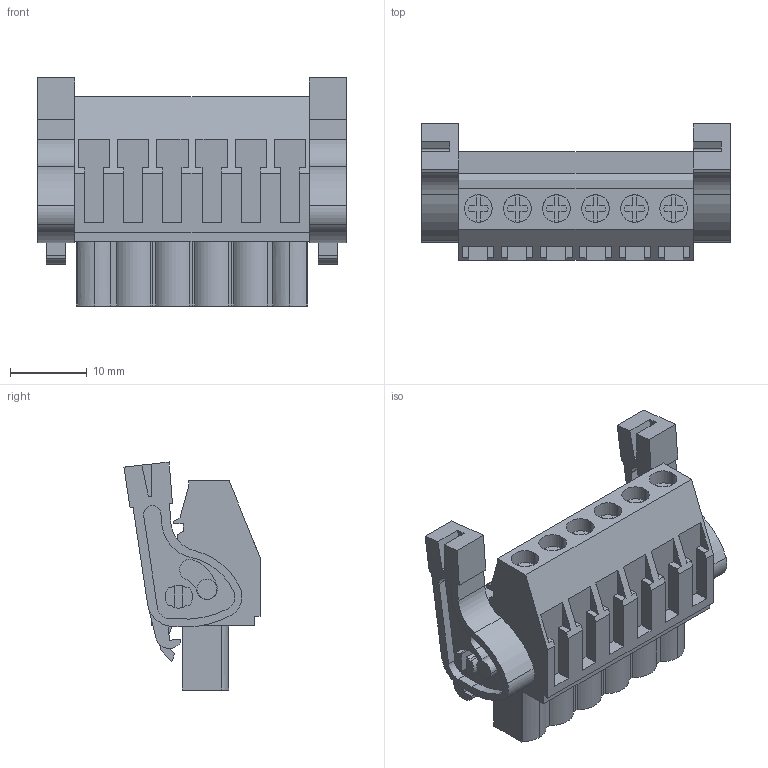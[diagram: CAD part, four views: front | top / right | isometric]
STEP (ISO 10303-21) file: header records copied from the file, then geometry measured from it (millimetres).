
FILE_DESCRIPTION(('CATIA V5 STEP','CAx-IF Rec.Pracs.--- Model Styling and Organization---1.2---2011-12-15'),'2;1');
FILE_NAME ('D1448365_0_1087290000_1087290000.stp','2017-09-09T07:11:18+00:00',('none'),('Weidmueller'),'CATIA Version 5-6 Release 2014','CATIA V5 STEP AP214','none');
FILE_SCHEMA(('AUTOMOTIVE_DESIGN { 1 0 10303 214 1 1 1 1 }'));
Length unit declared in the file: millimetre
Products named in the file (1): 1087290000
Bounding box: 40.18 x 17.69 x 29.65 mm (x, y, z)
Volume: 8146.5 mm3; surface area: 6180.4 mm2
Topology: 9 solids, 9 shells, 560 faces, 1537 edges, 1032 vertices
Faces by surface type: plane 436, cylinder 120, extrusion 4
Entity records: 17024 total; most frequent: CARTESIAN_POINT 3285, ORIENTED_EDGE 3074, DIRECTION 2363, EDGE_CURVE 1537, VECTOR 1249, LINE 1245, VERTEX_POINT 1032, AXIS2_PLACEMENT_3D 682
